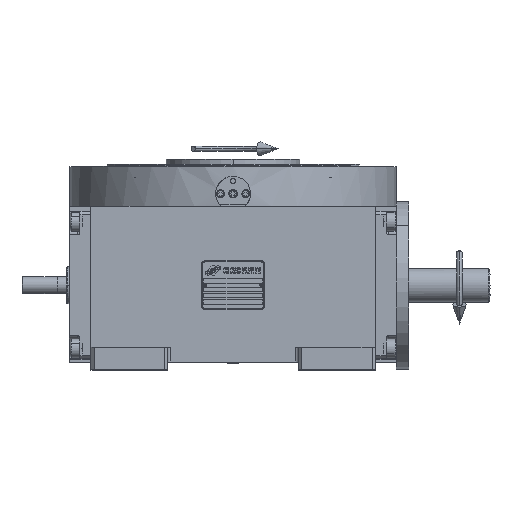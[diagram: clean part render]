
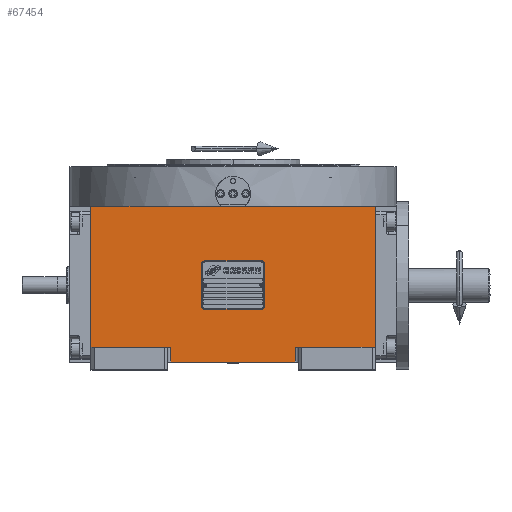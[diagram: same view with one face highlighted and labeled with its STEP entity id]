
A CAD part, top view. The second image highlights one B-rep face of the part: STEP entity #67454.
In plain terms, the highlighted planar face has unit normal (0, 0, 1).
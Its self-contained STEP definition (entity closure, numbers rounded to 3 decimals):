
#901 = CARTESIAN_POINT ( 'NONE',  ( 135., 75., 226. ) ) ;
#1018 = DIRECTION ( 'NONE',  ( 0., -1., 0. ) ) ;
#2168 = DIRECTION ( 'NONE',  ( 0., 0., 1. ) ) ;
#5908 = EDGE_CURVE ( 'NONE', #13216, #34297, #59065, .T. ) ;
#7351 = LINE ( 'NONE', #40105, #25444 ) ;
#11538 = VERTEX_POINT ( 'NONE', #48916 ) ;
#11570 = EDGE_CURVE ( 'NONE', #33745, #13216, #33740, .T. ) ;
#13216 = VERTEX_POINT ( 'NONE', #18108 ) ;
#13477 = PLANE ( 'NONE',  #49412 ) ;
#14149 = CARTESIAN_POINT ( 'NONE',  ( -135., 75., 226. ) ) ;
#18108 = CARTESIAN_POINT ( 'NONE',  ( 135., -59., 226. ) ) ;
#18649 = DIRECTION ( 'NONE',  ( 1., 0., 0. ) ) ;
#18960 = CARTESIAN_POINT ( 'NONE',  ( -135., 75., 226. ) ) ;
#23691 = DIRECTION ( 'NONE',  ( 1., 0., 0. ) ) ;
#24068 = DIRECTION ( 'NONE',  ( 0., 1., 0. ) ) ;
#24417 = LINE ( 'NONE', #29722, #35616 ) ;
#24449 = EDGE_CURVE ( 'NONE', #50169, #45081, #40520, .T. ) ;
#24788 = VECTOR ( 'NONE', #1018, 1000. ) ;
#25364 = DIRECTION ( 'NONE',  ( 1., 0., 0. ) ) ;
#25444 = VECTOR ( 'NONE', #61638, 1000. ) ;
#26099 = ORIENTED_EDGE ( 'NONE', *, *, #24449, .T. ) ;
#26737 = CARTESIAN_POINT ( 'NONE',  ( 59., -59., 226. ) ) ;
#27547 = ORIENTED_EDGE ( 'NONE', *, *, #60825, .T. ) ;
#28983 = CARTESIAN_POINT ( 'NONE',  ( -135., -73., 226. ) ) ;
#29697 = FACE_OUTER_BOUND ( 'NONE', #63619, .T. ) ;
#29722 = CARTESIAN_POINT ( 'NONE',  ( -59., -73., 226. ) ) ;
#30178 = VECTOR ( 'NONE', #55251, 1000. ) ;
#30299 = LINE ( 'NONE', #66965, #52497 ) ;
#31743 = LINE ( 'NONE', #14149, #52591 ) ;
#31890 = CARTESIAN_POINT ( 'NONE',  ( -59., -73., 226. ) ) ;
#31921 = CARTESIAN_POINT ( 'NONE',  ( 135., -59., 226. ) ) ;
#32241 = ORIENTED_EDGE ( 'NONE', *, *, #35941, .F. ) ;
#32269 = DIRECTION ( 'NONE',  ( 0., 1., 0. ) ) ;
#32839 = VERTEX_POINT ( 'NONE', #40356 ) ;
#33740 = LINE ( 'NONE', #54908, #30178 ) ;
#33745 = VERTEX_POINT ( 'NONE', #26737 ) ;
#34297 = VERTEX_POINT ( 'NONE', #901 ) ;
#34508 = LINE ( 'NONE', #44734, #24788 ) ;
#35616 = VECTOR ( 'NONE', #24068, 1000. ) ;
#35796 = VERTEX_POINT ( 'NONE', #18960 ) ;
#35941 = EDGE_CURVE ( 'NONE', #11538, #35796, #7351, .T. ) ;
#36764 = ORIENTED_EDGE ( 'NONE', *, *, #59313, .F. ) ;
#37097 = VECTOR ( 'NONE', #32269, 1000. ) ;
#38589 = EDGE_CURVE ( 'NONE', #35796, #34297, #31743, .T. ) ;
#39465 = VECTOR ( 'NONE', #25364, 1000. ) ;
#40105 = CARTESIAN_POINT ( 'NONE',  ( -135., -59., 226. ) ) ;
#40356 = CARTESIAN_POINT ( 'NONE',  ( -59., -59., 226. ) ) ;
#40520 = LINE ( 'NONE', #52184, #39465 ) ;
#42950 = EDGE_CURVE ( 'NONE', #33745, #45081, #34508, .T. ) ;
#44225 = CARTESIAN_POINT ( 'NONE',  ( 59., -73., 226. ) ) ;
#44734 = CARTESIAN_POINT ( 'NONE',  ( 59., -59., 226. ) ) ;
#45081 = VERTEX_POINT ( 'NONE', #44225 ) ;
#45935 = ORIENTED_EDGE ( 'NONE', *, *, #5908, .T. ) ;
#46916 = DIRECTION ( 'NONE',  ( 1., 0., 0. ) ) ;
#48916 = CARTESIAN_POINT ( 'NONE',  ( -135., -59., 226. ) ) ;
#49412 = AXIS2_PLACEMENT_3D ( 'NONE', #28983, #2168, #23691 ) ;
#50169 = VERTEX_POINT ( 'NONE', #31890 ) ;
#52184 = CARTESIAN_POINT ( 'NONE',  ( -59., -73., 226. ) ) ;
#52390 = ORIENTED_EDGE ( 'NONE', *, *, #11570, .T. ) ;
#52497 = VECTOR ( 'NONE', #18649, 1000. ) ;
#52591 = VECTOR ( 'NONE', #46916, 1000. ) ;
#54908 = CARTESIAN_POINT ( 'NONE',  ( 59., -59., 226. ) ) ;
#55251 = DIRECTION ( 'NONE',  ( 1., 0., 0. ) ) ;
#59065 = LINE ( 'NONE', #31921, #37097 ) ;
#59313 = EDGE_CURVE ( 'NONE', #50169, #32839, #24417, .T. ) ;
#60825 = EDGE_CURVE ( 'NONE', #11538, #32839, #30299, .T. ) ;
#61638 = DIRECTION ( 'NONE',  ( 0., 1., 0. ) ) ;
#63471 = ORIENTED_EDGE ( 'NONE', *, *, #38589, .F. ) ;
#63619 = EDGE_LOOP ( 'NONE', ( #26099, #64034, #52390, #45935, #63471, #32241, #27547, #36764 ) ) ;
#64034 = ORIENTED_EDGE ( 'NONE', *, *, #42950, .F. ) ;
#66965 = CARTESIAN_POINT ( 'NONE',  ( -135., -59., 226. ) ) ;
#67454 = ADVANCED_FACE ( 'NONE', ( #29697 ), #13477, .T. ) ;
